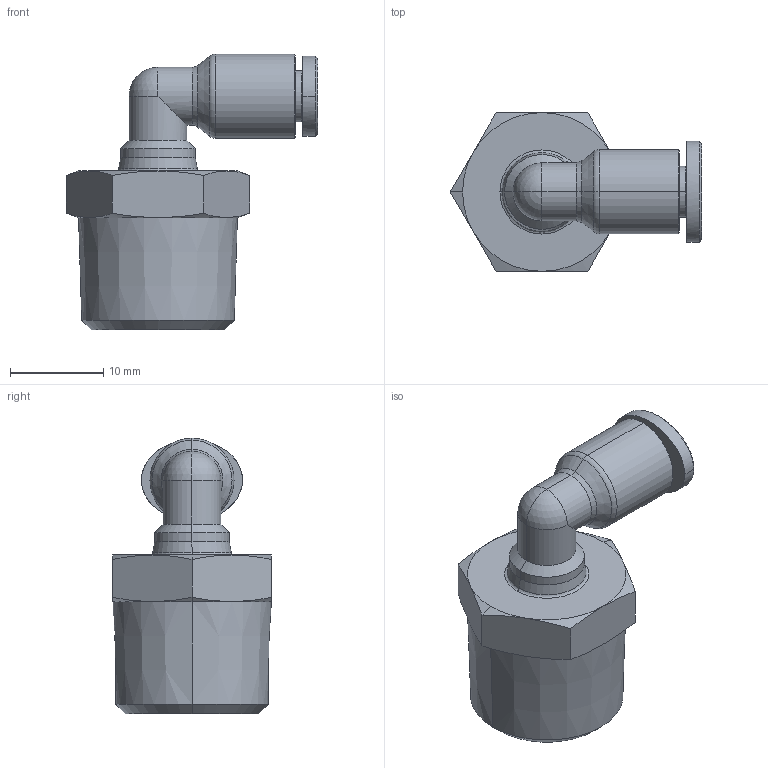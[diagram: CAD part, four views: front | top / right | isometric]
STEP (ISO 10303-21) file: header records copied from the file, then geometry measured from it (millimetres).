
FILE_DESCRIPTION((''),'2;1');
FILE_NAME('GPL 0403(L)(3D).stp','2012-12-21T09:45:30',(''),(''),'Mechanical Desktop.R8.0.24.0','Mechanical Desktop.R8.0.24.0',', , ');
FILE_SCHEMA(('CONFIG_CONTROL_DESIGN'));
Length unit declared in the file: millimetre
Products named in the file (2): GPL 0403(L)(3D); 睡ヶ1
Assembly tree (1 placements, depth 2):
  GPL 0403(L)(3D)
    睡ヶ1
Bounding box: 26.91 x 17 x 29.5 mm (x, y, z)
Volume: 3764.7 mm3; surface area: 2623.2 mm2
Topology: 1 solids, 1 shells, 433 faces, 1193 edges, 777 vertices
Faces by surface type: plane 338, cone 36, bspline 33, cylinder 22, torus 2, sphere 2
Entity records: 14355 total; most frequent: CARTESIAN_POINT 3329, ORIENTED_EDGE 2378, DIRECTION 2108, EDGE_CURVE 1189, VECTOR 1016, LINE 1016, VERTEX_POINT 777, AXIS2_PLACEMENT_3D 546
